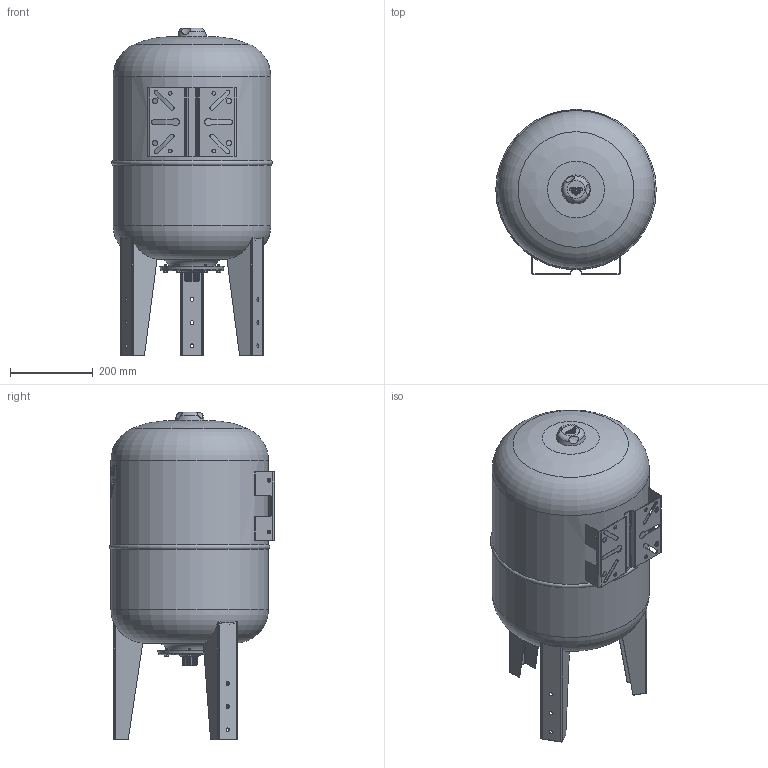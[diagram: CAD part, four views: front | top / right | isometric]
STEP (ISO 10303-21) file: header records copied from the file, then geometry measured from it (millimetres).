
FILE_DESCRIPTION(/* description */ (''),/* implementation_level */ '2;1');
FILE_NAME(/* name */ '01_ULTRA-PRO 50L V 10bar_11000050041.stp',/* time_stamp */ '2019-09-03T14:22:30+03:00',/* author */ ('shkarinov'),/* organization */ (''),/* preprocessor_version */ 'ST-DEVELOPER v16.5',/* originating_system */ 'Autodesk Inventor 2017',/* authorisation */ '');
FILE_SCHEMA (('AUTOMOTIVE_DESIGN { 1 0 10303 214 3 1 1 }'));
Length unit declared in the file: inch
Products named in the file (1): 01_ULTRA-PRO 50L V 10bar_11000050041
Bounding box: 387.24 x 398.49 x 790.44 mm (x, y, z)
Volume: 57459098.6 mm3; surface area: 1179552.4 mm2
Topology: 9 solids, 10 shells, 561 faces, 1464 edges, 962 vertices
Faces by surface type: plane 301, cylinder 197, torus 42, cone 16, sphere 3, bspline 2
Full cylindrical faces by diameter (mm): 6 x6, 9 x17, 13 x4, 30.25 x2, 107.757 x1, 145.241 x1, 380 x2
Entity records: 19682 total; most frequent: CARTESIAN_POINT 5573, DIRECTION 2736, ORIENTED_EDGE 2724, EDGE_CURVE 1360, AXIS2_PLACEMENT_3D 990, VERTEX_POINT 949, LINE 756, VECTOR 756
